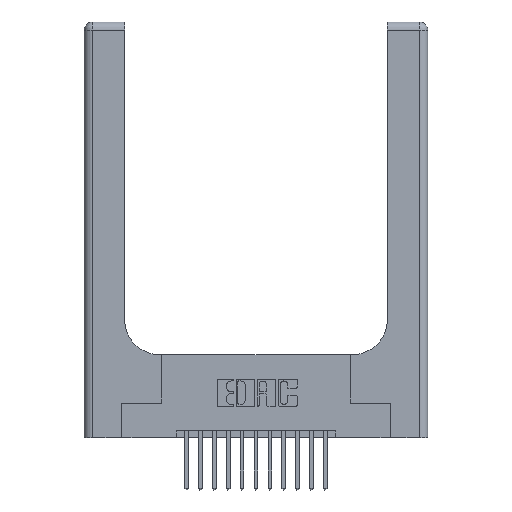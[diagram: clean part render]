
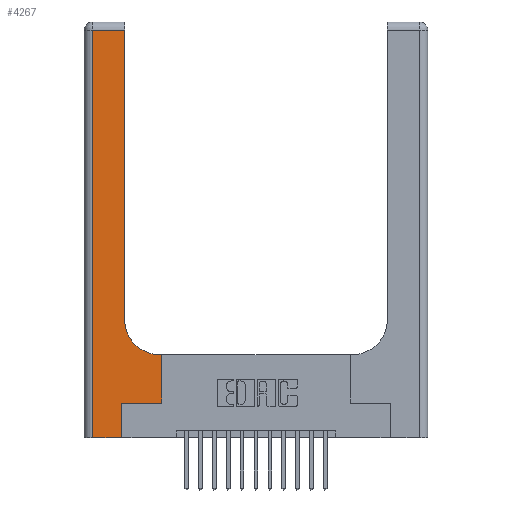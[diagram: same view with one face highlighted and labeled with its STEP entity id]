
A CAD part, top view. The second image highlights one B-rep face of the part: STEP entity #4267.
In plain terms, the highlighted planar face has unit normal (0, 0, 1).
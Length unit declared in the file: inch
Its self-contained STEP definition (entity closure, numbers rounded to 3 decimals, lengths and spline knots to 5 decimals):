
#76 = DIRECTION ( 'NONE',  ( 1., 0., 0. ) ) ;
#288 = LINE ( 'NONE', #16259, #7890 ) ;
#456 = EDGE_CURVE ( 'NONE', #5146, #1097, #7841, .T. ) ;
#635 = EDGE_CURVE ( 'NONE', #14678, #12756, #6070, .T. ) ;
#753 = CARTESIAN_POINT ( 'NONE',  ( 0.2915, 3., 0.37 ) ) ;
#824 = CARTESIAN_POINT ( 'NONE',  ( 0.2915, 2.94, 0.37 ) ) ;
#1010 = LINE ( 'NONE', #9475, #9278 ) ;
#1097 = VERTEX_POINT ( 'NONE', #14902 ) ;
#1125 = EDGE_CURVE ( 'NONE', #3754, #14419, #10638, .T. ) ;
#1750 = ORIENTED_EDGE ( 'NONE', *, *, #11790, .T. ) ;
#1906 = LINE ( 'NONE', #10273, #14964 ) ;
#2657 = DIRECTION ( 'NONE',  ( 0., 1., 0. ) ) ;
#2791 = CARTESIAN_POINT ( 'NONE',  ( 0.269, 0.25, 0.37 ) ) ;
#3268 = VECTOR ( 'NONE', #14101, 39.37008 ) ;
#3640 = ORIENTED_EDGE ( 'NONE', *, *, #11274, .T. ) ;
#3754 = VERTEX_POINT ( 'NONE', #12440 ) ;
#4267 = ADVANCED_FACE ( 'NONE', ( #7268 ), #7253, .F. ) ;
#4627 = CARTESIAN_POINT ( 'NONE',  ( 0., 3., 0.37 ) ) ;
#4952 = CARTESIAN_POINT ( 'NONE',  ( 0.2915, 0.85, 0.37 ) ) ;
#5096 = AXIS2_PLACEMENT_3D ( 'NONE', #4627, #17902, #13417 ) ;
#5146 = VERTEX_POINT ( 'NONE', #8391 ) ;
#5355 = DIRECTION ( 'NONE',  ( 1., 0., 0. ) ) ;
#5588 = CARTESIAN_POINT ( 'NONE',  ( 0.5585, 0.25, 0.37 ) ) ;
#5622 = VECTOR ( 'NONE', #16073, 39.37008 ) ;
#5636 = VERTEX_POINT ( 'NONE', #13122 ) ;
#5823 = VECTOR ( 'NONE', #15191, 39.37008 ) ;
#6070 = LINE ( 'NONE', #753, #5622 ) ;
#6086 = VECTOR ( 'NONE', #76, 39.37008 ) ;
#6578 = ORIENTED_EDGE ( 'NONE', *, *, #6619, .T. ) ;
#6619 = EDGE_CURVE ( 'NONE', #14419, #14678, #13913, .T. ) ;
#6766 = DIRECTION ( 'NONE',  ( 0., 0., -1. ) ) ;
#7253 = PLANE ( 'NONE',  #5096 ) ;
#7268 = FACE_OUTER_BOUND ( 'NONE', #15170, .T. ) ;
#7808 = AXIS2_PLACEMENT_3D ( 'NONE', #9667, #6766, #5355 ) ;
#7816 = ORIENTED_EDGE ( 'NONE', *, *, #456, .T. ) ;
#7841 = LINE ( 'NONE', #12712, #3268 ) ;
#7890 = VECTOR ( 'NONE', #15165, 39.37008 ) ;
#8391 = CARTESIAN_POINT ( 'NONE',  ( 0.06, 0., 0.37 ) ) ;
#8931 = ORIENTED_EDGE ( 'NONE', *, *, #14510, .T. ) ;
#8941 = DIRECTION ( 'NONE',  ( 0., -1., 0. ) ) ;
#8952 = ORIENTED_EDGE ( 'NONE', *, *, #9033, .T. ) ;
#9033 = EDGE_CURVE ( 'NONE', #12756, #14593, #1010, .T. ) ;
#9278 = VECTOR ( 'NONE', #9661, 39.37008 ) ;
#9393 = LINE ( 'NONE', #5588, #11997 ) ;
#9475 = CARTESIAN_POINT ( 'NONE',  ( 0., 2.94, 0.37 ) ) ;
#9565 = ORIENTED_EDGE ( 'NONE', *, *, #1125, .T. ) ;
#9661 = DIRECTION ( 'NONE',  ( -1., 0., 0. ) ) ;
#9667 = CARTESIAN_POINT ( 'NONE',  ( 0.5415, 0.85, 0.37 ) ) ;
#10273 = CARTESIAN_POINT ( 'NONE',  ( 0.06, 3., 0.37 ) ) ;
#10435 = CARTESIAN_POINT ( 'NONE',  ( 0.5585, 0.25, 0.37 ) ) ;
#10638 = LINE ( 'NONE', #13674, #5823 ) ;
#11274 = EDGE_CURVE ( 'NONE', #1097, #5636, #288, .T. ) ;
#11543 = CARTESIAN_POINT ( 'NONE',  ( 0.5415, 0.6, 0.37 ) ) ;
#11790 = EDGE_CURVE ( 'NONE', #5636, #12676, #17910, .T. ) ;
#11997 = VECTOR ( 'NONE', #2657, 39.37008 ) ;
#12312 = EDGE_CURVE ( 'NONE', #12676, #3754, #9393, .T. ) ;
#12440 = CARTESIAN_POINT ( 'NONE',  ( 0.5585, 0.6, 0.37 ) ) ;
#12676 = VERTEX_POINT ( 'NONE', #10435 ) ;
#12712 = CARTESIAN_POINT ( 'NONE',  ( 0., 0., 0.37 ) ) ;
#12756 = VERTEX_POINT ( 'NONE', #824 ) ;
#13016 = CARTESIAN_POINT ( 'NONE',  ( 0.06, 2.94, 0.37 ) ) ;
#13122 = CARTESIAN_POINT ( 'NONE',  ( 0.269, 0.25, 0.37 ) ) ;
#13417 = DIRECTION ( 'NONE',  ( -1., 0., 0. ) ) ;
#13674 = CARTESIAN_POINT ( 'NONE',  ( 0.2915, 0.6, 0.37 ) ) ;
#13913 = CIRCLE ( 'NONE', #7808, 0.25 ) ;
#14101 = DIRECTION ( 'NONE',  ( 1., 0., 0. ) ) ;
#14419 = VERTEX_POINT ( 'NONE', #11543 ) ;
#14510 = EDGE_CURVE ( 'NONE', #14593, #5146, #1906, .T. ) ;
#14593 = VERTEX_POINT ( 'NONE', #13016 ) ;
#14678 = VERTEX_POINT ( 'NONE', #4952 ) ;
#14902 = CARTESIAN_POINT ( 'NONE',  ( 0.269, 0., 0.37 ) ) ;
#14964 = VECTOR ( 'NONE', #8941, 39.37008 ) ;
#15165 = DIRECTION ( 'NONE',  ( 0., 1., 0. ) ) ;
#15170 = EDGE_LOOP ( 'NONE', ( #17677, #8952, #8931, #7816, #3640, #1750, #17527, #9565, #6578 ) ) ;
#15191 = DIRECTION ( 'NONE',  ( -1., 0., 0. ) ) ;
#16073 = DIRECTION ( 'NONE',  ( 0., 1., 0. ) ) ;
#16259 = CARTESIAN_POINT ( 'NONE',  ( 0.269, 0., 0.37 ) ) ;
#17527 = ORIENTED_EDGE ( 'NONE', *, *, #12312, .T. ) ;
#17677 = ORIENTED_EDGE ( 'NONE', *, *, #635, .T. ) ;
#17902 = DIRECTION ( 'NONE',  ( 0., 0., -1. ) ) ;
#17910 = LINE ( 'NONE', #2791, #6086 ) ;
